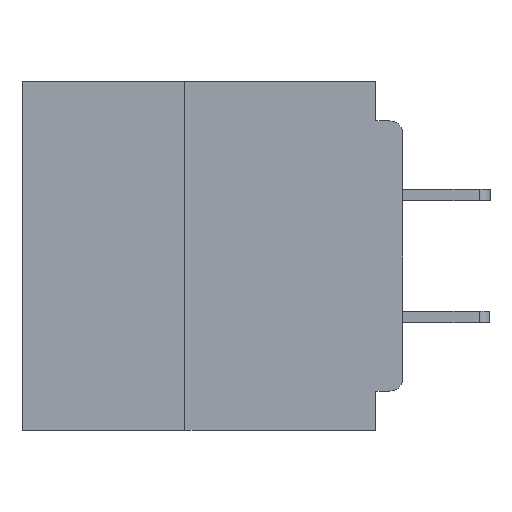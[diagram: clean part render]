
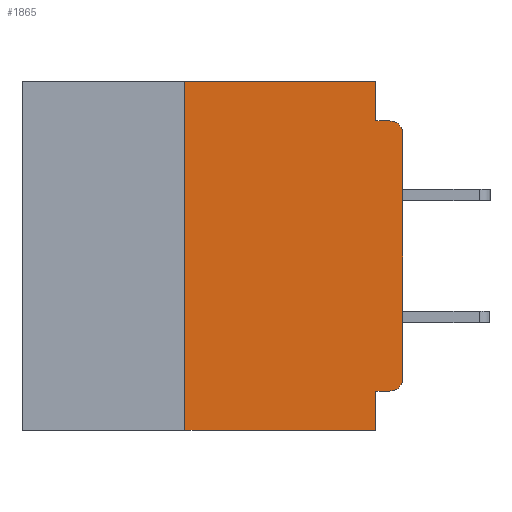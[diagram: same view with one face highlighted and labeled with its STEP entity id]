
A CAD part, left-side view. The second image highlights one B-rep face of the part: STEP entity #1865.
In plain terms, the highlighted planar face has unit normal (-1, 0, 0).
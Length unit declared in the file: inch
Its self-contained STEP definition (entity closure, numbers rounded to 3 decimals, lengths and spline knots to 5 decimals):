
#286 = VERTEX_POINT ( 'NONE', #28262 ) ;
#1326 = CARTESIAN_POINT ( 'NONE',  ( 0., 0.015, -0.045 ) ) ;
#1411 = AXIS2_PLACEMENT_3D ( 'NONE', #40180, #17105, #44028 ) ;
#1461 = ORIENTED_EDGE ( 'NONE', *, *, #43045, .T. ) ;
#1584 = VERTEX_POINT ( 'NONE', #1326 ) ;
#1865 = ADVANCED_FACE ( 'NONE', ( #2275 ), #31807, .F. ) ;
#1893 = DIRECTION ( 'NONE',  ( 0., 0., -1. ) ) ;
#2275 = FACE_OUTER_BOUND ( 'NONE', #31427, .T. ) ;
#2523 = CARTESIAN_POINT ( 'NONE',  ( 0., 0.031, -0.355 ) ) ;
#3416 = CARTESIAN_POINT ( 'NONE',  ( 0., 0.25, -0.4 ) ) ;
#4599 = CARTESIAN_POINT ( 'NONE',  ( 0., 0.437, 0. ) ) ;
#6705 = CARTESIAN_POINT ( 'NONE',  ( 0., 0.015, -0.34 ) ) ;
#7442 = ORIENTED_EDGE ( 'NONE', *, *, #39067, .F. ) ;
#9715 = LINE ( 'NONE', #42169, #38036 ) ;
#10157 = ORIENTED_EDGE ( 'NONE', *, *, #33962, .T. ) ;
#10580 = DIRECTION ( 'NONE',  ( 0., 0., -1. ) ) ;
#11137 = VERTEX_POINT ( 'NONE', #44276 ) ;
#11323 = CIRCLE ( 'NONE', #11950, 0.015 ) ;
#11477 = DIRECTION ( 'NONE',  ( 0., 0., -1. ) ) ;
#11950 = AXIS2_PLACEMENT_3D ( 'NONE', #48002, #25058, #1893 ) ;
#12230 = EDGE_CURVE ( 'NONE', #11137, #24675, #41495, .T. ) ;
#12380 = EDGE_CURVE ( 'NONE', #31776, #1584, #11323, .T. ) ;
#13149 = CARTESIAN_POINT ( 'NONE',  ( 0., 0.437, -0.4 ) ) ;
#14131 = VERTEX_POINT ( 'NONE', #43939 ) ;
#15970 = ORIENTED_EDGE ( 'NONE', *, *, #28920, .T. ) ;
#16931 = CARTESIAN_POINT ( 'NONE',  ( 0., 0., -0.045 ) ) ;
#17105 = DIRECTION ( 'NONE',  ( 1., 0., 0. ) ) ;
#17483 = CARTESIAN_POINT ( 'NONE',  ( 0., 0.031, 0. ) ) ;
#17694 = LINE ( 'NONE', #21377, #49553 ) ;
#19101 = DIRECTION ( 'NONE',  ( 0., 0., 1. ) ) ;
#19515 = ORIENTED_EDGE ( 'NONE', *, *, #12380, .T. ) ;
#19785 = VERTEX_POINT ( 'NONE', #2523 ) ;
#20009 = VECTOR ( 'NONE', #39992, 39.37008 ) ;
#21248 = LINE ( 'NONE', #16931, #20009 ) ;
#21377 = CARTESIAN_POINT ( 'NONE',  ( 0., 0.031, 0. ) ) ;
#23630 = EDGE_CURVE ( 'NONE', #19785, #14131, #29947, .T. ) ;
#24094 = ORIENTED_EDGE ( 'NONE', *, *, #38212, .F. ) ;
#24672 = DIRECTION ( 'NONE',  ( 0., 0., 1. ) ) ;
#24675 = VERTEX_POINT ( 'NONE', #17483 ) ;
#24992 = VERTEX_POINT ( 'NONE', #3416 ) ;
#25058 = DIRECTION ( 'NONE',  ( -1., 0., 0. ) ) ;
#27736 = ORIENTED_EDGE ( 'NONE', *, *, #41652, .F. ) ;
#28191 = VERTEX_POINT ( 'NONE', #44507 ) ;
#28262 = CARTESIAN_POINT ( 'NONE',  ( 0., 0.031, -0.045 ) ) ;
#28747 = VECTOR ( 'NONE', #11477, 39.37008 ) ;
#28920 = EDGE_CURVE ( 'NONE', #31784, #28191, #48690, .T. ) ;
#29067 = VECTOR ( 'NONE', #47778, 39.37008 ) ;
#29182 = CARTESIAN_POINT ( 'NONE',  ( 0., 0., -0.355 ) ) ;
#29947 = LINE ( 'NONE', #38272, #28747 ) ;
#30930 = ORIENTED_EDGE ( 'NONE', *, *, #23630, .F. ) ;
#31427 = EDGE_LOOP ( 'NONE', ( #1461, #19515, #36700, #27736, #41237, #7442, #10157, #30930, #24094, #15970 ) ) ;
#31622 = DIRECTION ( 'NONE',  ( 0., -1., 0. ) ) ;
#31776 = VERTEX_POINT ( 'NONE', #48577 ) ;
#31784 = VERTEX_POINT ( 'NONE', #33370 ) ;
#31807 = PLANE ( 'NONE',  #1411 ) ;
#32248 = CARTESIAN_POINT ( 'NONE',  ( 0., 0., 0. ) ) ;
#32733 = VECTOR ( 'NONE', #24672, 39.37008 ) ;
#33370 = CARTESIAN_POINT ( 'NONE',  ( 0., 0.015, -0.355 ) ) ;
#33735 = DIRECTION ( 'NONE',  ( -1., 0., 0. ) ) ;
#33962 = EDGE_CURVE ( 'NONE', #24992, #14131, #39220, .T. ) ;
#36700 = ORIENTED_EDGE ( 'NONE', *, *, #42411, .F. ) ;
#38036 = VECTOR ( 'NONE', #19101, 39.37008 ) ;
#38212 = EDGE_CURVE ( 'NONE', #31784, #19785, #47110, .T. ) ;
#38272 = CARTESIAN_POINT ( 'NONE',  ( 0., 0.031, -0.4 ) ) ;
#39067 = EDGE_CURVE ( 'NONE', #24992, #11137, #9715, .T. ) ;
#39220 = LINE ( 'NONE', #13149, #29067 ) ;
#39992 = DIRECTION ( 'NONE',  ( 0., -1., 0. ) ) ;
#40180 = CARTESIAN_POINT ( 'NONE',  ( 0., 0.437, 0. ) ) ;
#40284 = VECTOR ( 'NONE', #31622, 39.37008 ) ;
#40720 = DIRECTION ( 'NONE',  ( 0., 1., 0. ) ) ;
#41237 = ORIENTED_EDGE ( 'NONE', *, *, #12230, .F. ) ;
#41495 = LINE ( 'NONE', #4599, #40284 ) ;
#41536 = AXIS2_PLACEMENT_3D ( 'NONE', #6705, #33735, #10580 ) ;
#41652 = EDGE_CURVE ( 'NONE', #24675, #286, #17694, .T. ) ;
#42169 = CARTESIAN_POINT ( 'NONE',  ( 0., 0.25, -0.4 ) ) ;
#42411 = EDGE_CURVE ( 'NONE', #286, #1584, #21248, .T. ) ;
#42891 = LINE ( 'NONE', #32248, #32733 ) ;
#43045 = EDGE_CURVE ( 'NONE', #28191, #31776, #42891, .T. ) ;
#43939 = CARTESIAN_POINT ( 'NONE',  ( 0., 0.031, -0.4 ) ) ;
#44028 = DIRECTION ( 'NONE',  ( 0., 0., -1. ) ) ;
#44276 = CARTESIAN_POINT ( 'NONE',  ( 0., 0.25, 0. ) ) ;
#44507 = CARTESIAN_POINT ( 'NONE',  ( 0., 0., -0.34 ) ) ;
#47110 = LINE ( 'NONE', #29182, #48320 ) ;
#47778 = DIRECTION ( 'NONE',  ( 0., -1., 0. ) ) ;
#48002 = CARTESIAN_POINT ( 'NONE',  ( 0., 0.015, -0.06 ) ) ;
#48216 = DIRECTION ( 'NONE',  ( 0., 0., -1. ) ) ;
#48320 = VECTOR ( 'NONE', #40720, 39.37008 ) ;
#48577 = CARTESIAN_POINT ( 'NONE',  ( 0., 0., -0.06 ) ) ;
#48690 = CIRCLE ( 'NONE', #41536, 0.015 ) ;
#49553 = VECTOR ( 'NONE', #48216, 39.37008 ) ;
